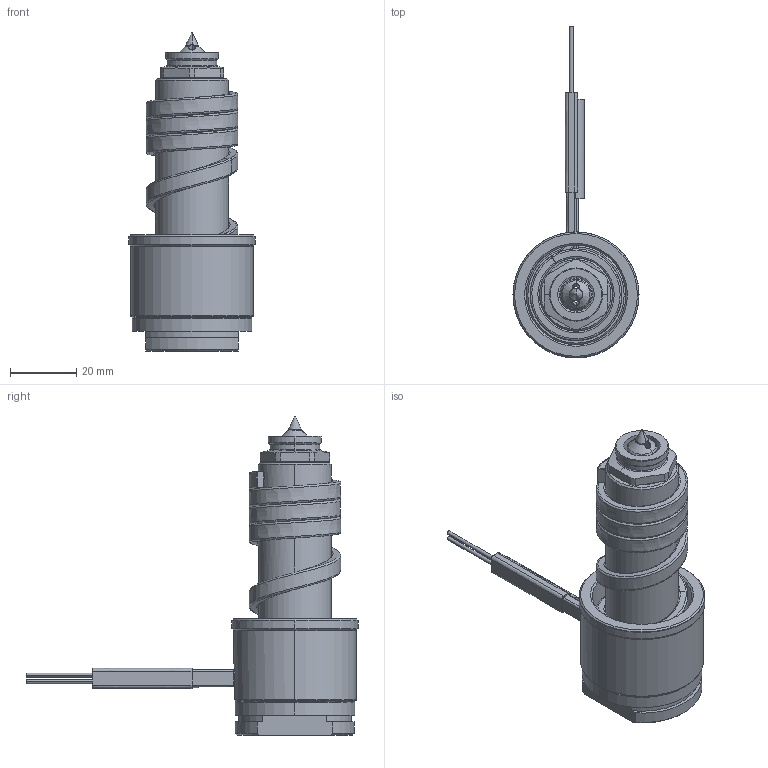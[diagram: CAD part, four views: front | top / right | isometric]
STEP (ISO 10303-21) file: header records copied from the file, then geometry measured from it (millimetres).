
FILE_DESCRIPTION((''),'2;1');
FILE_NAME('LS-96-BKS-N','2014-02-17T',('Íàòàëüÿ'),('IMID'),'PRO/ENGINEER BY PARAMETRIC TECHNOLOGY CORPORATION, 2010480','PRO/ENGINEER BY PARAMETRIC TECHNOLOGY CORPORATION, 2010480','');
FILE_SCHEMA(('CONFIG_CONTROL_DESIGN'));
Length unit declared in the file: millimetre
Products named in the file (1): LS-96-BKS-N
Bounding box: 38 x 100 x 96.2 mm (x, y, z)
Volume: 53198.2 mm3; surface area: 25391.3 mm2
Topology: 1 solids, 9 shells, 323 faces, 798 edges, 472 vertices
Faces by surface type: cylinder 107, cone 62, bspline 54, plane 51, torus 32, revolution 9, extrusion 8
Entity records: 15863 total; most frequent: CARTESIAN_POINT 8568, ORIENTED_EDGE 1552, DIRECTION 1433, EDGE_CURVE 788, AXIS2_PLACEMENT_3D 571, VERTEX_POINT 472, EDGE_LOOP 346, FACE_OUTER_BOUND 323
